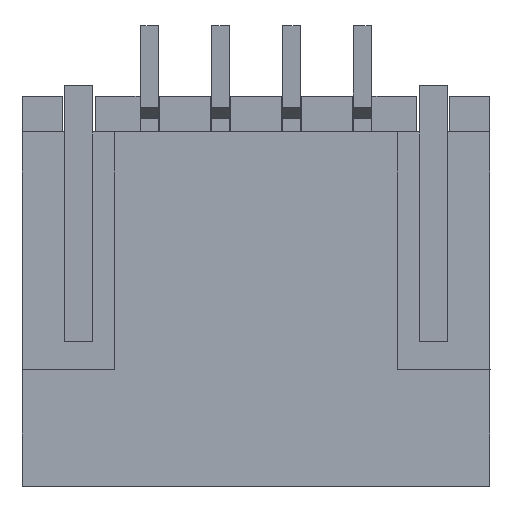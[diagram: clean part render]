
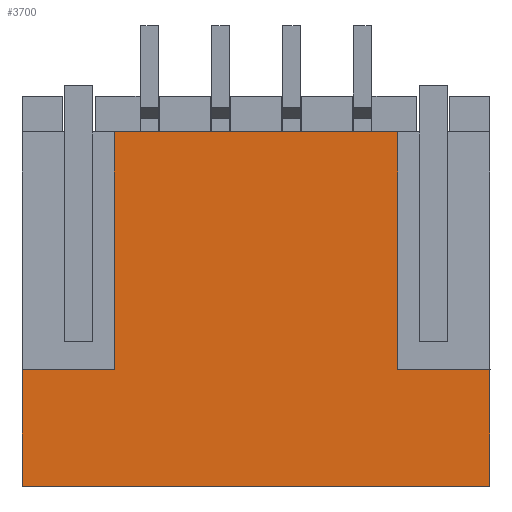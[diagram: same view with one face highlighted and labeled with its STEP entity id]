
A CAD part, front view. The second image highlights one B-rep face of the part: STEP entity #3700.
In plain terms, the highlighted planar face has unit normal (0, -1, 0).
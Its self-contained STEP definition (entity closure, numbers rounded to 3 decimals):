
#2=DIRECTION('',(1.,0.,0.));
#3=VECTOR('',#2,6.6);
#4=CARTESIAN_POINT('',(-16.3,0.,-5.5));
#5=LINE('231477',#4,#3);
#978=DIRECTION('',(0.,0.,1.));
#979=VECTOR('',#978,1.65);
#980=CARTESIAN_POINT('',(-9.7,0.,-5.5));
#981=LINE('227230',#980,#979);
#1034=DIRECTION('',(1.,0.,0.));
#1035=VECTOR('',#1034,4.);
#1036=CARTESIAN_POINT('',(-15.,0.,-0.5));
#1037=LINE('231476',#1036,#1035);
#1038=DIRECTION('',(0.,0.,-1.));
#1039=VECTOR('',#1038,3.35);
#1040=CARTESIAN_POINT('',(-15.,0.,-0.5));
#1041=LINE('229537',#1040,#1039);
#1046=DIRECTION('',(0.,0.,1.));
#1047=VECTOR('',#1046,3.35);
#1048=CARTESIAN_POINT('',(-11.,0.,-3.85));
#1049=LINE('227226',#1048,#1047);
#1182=DIRECTION('',(-1.,0.,0.));
#1183=VECTOR('',#1182,1.3);
#1184=CARTESIAN_POINT('',(-9.7,0.,-3.85));
#1185=LINE('227231',#1184,#1183);
#1202=DIRECTION('',(0.,0.,1.));
#1203=VECTOR('',#1202,1.65);
#1204=CARTESIAN_POINT('',(-16.3,0.,-5.5));
#1205=LINE('229540',#1204,#1203);
#1446=DIRECTION('',(-1.,0.,0.));
#1447=VECTOR('',#1446,1.3);
#1448=CARTESIAN_POINT('',(-15.,0.,-3.85));
#1449=LINE('229539',#1448,#1447);
#1560=CARTESIAN_POINT('',(-11.,0.,-0.5));
#1562=VERTEX_POINT('',#1560);
#1600=CARTESIAN_POINT('',(-11.,0.,-3.85));
#1601=VERTEX_POINT('',#1600);
#1602=CARTESIAN_POINT('',(-9.7,0.,-5.5));
#1603=CARTESIAN_POINT('',(-9.7,0.,-3.85));
#1604=VERTEX_POINT('',#1602);
#1605=VERTEX_POINT('',#1603);
#1952=CARTESIAN_POINT('',(-15.,0.,-0.5));
#1954=VERTEX_POINT('',#1952);
#1964=CARTESIAN_POINT('',(-15.,0.,-3.85));
#1965=VERTEX_POINT('',#1964);
#1966=CARTESIAN_POINT('',(-16.3,0.,-3.85));
#1967=VERTEX_POINT('',#1966);
#1968=CARTESIAN_POINT('',(-16.3,0.,-5.5));
#1969=VERTEX_POINT('',#1968);
#3680=CARTESIAN_POINT('',(0.,0.,-3.));
#3681=DIRECTION('',(0.,1.,0.));
#3682=DIRECTION('',(1.,0.,0.));
#3683=AXIS2_PLACEMENT_3D('',#3680,#3681,#3682);
#3684=PLANE('228786',#3683);
#3685=ORIENTED_EDGE('231476',*,*,#2359,.T.);
#3687=ORIENTED_EDGE('227226',*,*,#3686,.F.);
#3689=ORIENTED_EDGE('227231',*,*,#3688,.F.);
#3690=ORIENTED_EDGE('227230',*,*,#3613,.F.);
#3691=ORIENTED_EDGE('231477',*,*,#2079,.F.);
#3693=ORIENTED_EDGE('229540',*,*,#3692,.T.);
#3695=ORIENTED_EDGE('229539',*,*,#3694,.F.);
#3697=ORIENTED_EDGE('229537',*,*,#3696,.F.);
#3698=EDGE_LOOP('228786',(#3685,#3687,#3689,#3690,#3691,#3693,#3695,#3697));
#3699=FACE_OUTER_BOUND('228786',#3698,.F.);
#3700=ADVANCED_FACE('228786',(#3699),#3684,.F.);
#2079=EDGE_CURVE('231477',#1969,#1604,#5,.T.);
#2359=EDGE_CURVE('231476',#1954,#1562,#1037,.T.);
#3613=EDGE_CURVE('227230',#1604,#1605,#981,.T.);
#3686=EDGE_CURVE('227226',#1601,#1562,#1049,.T.);
#3688=EDGE_CURVE('227231',#1605,#1601,#1185,.T.);
#3692=EDGE_CURVE('229540',#1969,#1967,#1205,.T.);
#3694=EDGE_CURVE('229539',#1965,#1967,#1449,.T.);
#3696=EDGE_CURVE('229537',#1954,#1965,#1041,.T.);
